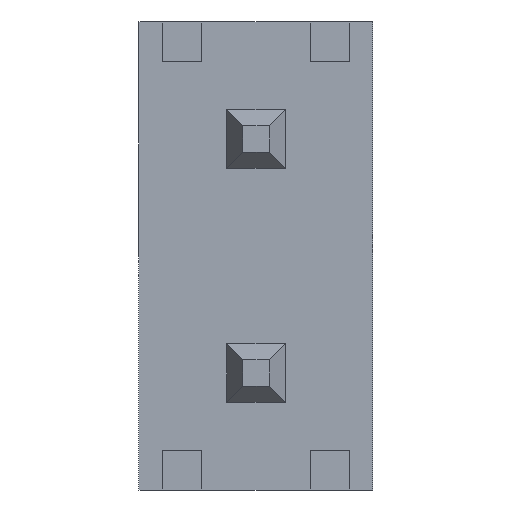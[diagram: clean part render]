
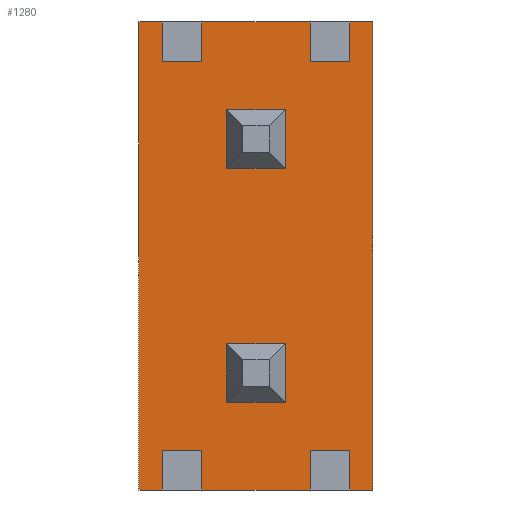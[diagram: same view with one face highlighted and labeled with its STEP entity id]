
A CAD part, front view. The second image highlights one B-rep face of the part: STEP entity #1280.
In plain terms, the highlighted planar face has unit normal (0, -1, 0).
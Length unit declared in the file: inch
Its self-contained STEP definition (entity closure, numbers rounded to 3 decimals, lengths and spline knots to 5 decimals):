
#155=ORIENTED_EDGE('',*,*,#403,.F.);
#156=ORIENTED_EDGE('',*,*,#463,.F.);
#157=ORIENTED_EDGE('',*,*,#414,.T.);
#158=ORIENTED_EDGE('',*,*,#428,.T.);
#159=ORIENTED_EDGE('',*,*,#421,.F.);
#160=ORIENTED_EDGE('',*,*,#464,.F.);
#161=ORIENTED_EDGE('',*,*,#408,.T.);
#162=ORIENTED_EDGE('',*,*,#427,.T.);
#163=ORIENTED_EDGE('',*,*,#461,.T.);
#164=ORIENTED_EDGE('',*,*,#430,.T.);
#165=ORIENTED_EDGE('',*,*,#406,.T.);
#166=ORIENTED_EDGE('',*,*,#465,.T.);
#167=ORIENTED_EDGE('',*,*,#417,.F.);
#168=ORIENTED_EDGE('',*,*,#429,.T.);
#169=ORIENTED_EDGE('',*,*,#412,.T.);
#170=ORIENTED_EDGE('',*,*,#466,.T.);
#171=ORIENTED_EDGE('',*,*,#399,.F.);
#172=ORIENTED_EDGE('',*,*,#434,.T.);
#173=ORIENTED_EDGE('',*,*,#459,.T.);
#174=ORIENTED_EDGE('',*,*,#423,.T.);
#175=ORIENTED_EDGE('',*,*,#455,.F.);
#176=ORIENTED_EDGE('',*,*,#442,.F.);
#177=ORIENTED_EDGE('',*,*,#439,.F.);
#178=ORIENTED_EDGE('',*,*,#436,.F.);
#179=ORIENTED_EDGE('',*,*,#457,.F.);
#180=ORIENTED_EDGE('',*,*,#452,.F.);
#181=ORIENTED_EDGE('',*,*,#449,.F.);
#182=ORIENTED_EDGE('',*,*,#446,.F.);
#399=EDGE_CURVE('',#575,#576,#687,.T.);
#403=EDGE_CURVE('',#577,#578,#691,.T.);
#406=EDGE_CURVE('',#580,#579,#694,.T.);
#408=EDGE_CURVE('',#581,#582,#696,.T.);
#412=EDGE_CURVE('',#584,#583,#700,.T.);
#414=EDGE_CURVE('',#585,#586,#702,.T.);
#417=EDGE_CURVE('',#587,#588,#705,.T.);
#421=EDGE_CURVE('',#589,#590,#709,.T.);
#423=EDGE_CURVE('',#591,#578,#711,.T.);
#427=EDGE_CURVE('',#582,#594,#715,.T.);
#428=EDGE_CURVE('',#586,#590,#716,.T.);
#429=EDGE_CURVE('',#587,#584,#717,.T.);
#430=EDGE_CURVE('',#595,#580,#718,.T.);
#434=EDGE_CURVE('',#575,#598,#722,.T.);
#436=EDGE_CURVE('',#600,#601,#724,.T.);
#439=EDGE_CURVE('',#601,#603,#727,.T.);
#442=EDGE_CURVE('',#603,#605,#730,.T.);
#446=EDGE_CURVE('',#608,#609,#734,.T.);
#449=EDGE_CURVE('',#609,#611,#737,.T.);
#452=EDGE_CURVE('',#611,#613,#740,.T.);
#455=EDGE_CURVE('',#605,#600,#743,.T.);
#457=EDGE_CURVE('',#613,#608,#745,.T.);
#459=EDGE_CURVE('',#598,#591,#747,.T.);
#461=EDGE_CURVE('',#594,#595,#749,.T.);
#463=EDGE_CURVE('',#585,#577,#751,.T.);
#464=EDGE_CURVE('',#581,#589,#752,.T.);
#465=EDGE_CURVE('',#579,#588,#753,.T.);
#466=EDGE_CURVE('',#583,#576,#754,.T.);
#575=VERTEX_POINT('',#1792);
#576=VERTEX_POINT('',#1793);
#577=VERTEX_POINT('',#1798);
#578=VERTEX_POINT('',#1800);
#579=VERTEX_POINT('',#1804);
#580=VERTEX_POINT('',#1806);
#581=VERTEX_POINT('',#1810);
#582=VERTEX_POINT('',#1811);
#583=VERTEX_POINT('',#1816);
#584=VERTEX_POINT('',#1818);
#585=VERTEX_POINT('',#1822);
#586=VERTEX_POINT('',#1823);
#587=VERTEX_POINT('',#1828);
#588=VERTEX_POINT('',#1829);
#589=VERTEX_POINT('',#1834);
#590=VERTEX_POINT('',#1836);
#591=VERTEX_POINT('',#1840);
#594=VERTEX_POINT('',#1846);
#595=VERTEX_POINT('',#1852);
#598=VERTEX_POINT('',#1858);
#600=VERTEX_POINT('',#1863);
#601=VERTEX_POINT('',#1865);
#603=VERTEX_POINT('',#1871);
#605=VERTEX_POINT('',#1877);
#608=VERTEX_POINT('',#1884);
#609=VERTEX_POINT('',#1886);
#611=VERTEX_POINT('',#1892);
#613=VERTEX_POINT('',#1898);
#687=LINE('',#1791,#863);
#691=LINE('',#1799,#867);
#694=LINE('',#1805,#870);
#696=LINE('',#1809,#872);
#700=LINE('',#1817,#876);
#702=LINE('',#1821,#878);
#705=LINE('',#1827,#881);
#709=LINE('',#1835,#885);
#711=LINE('',#1839,#887);
#715=LINE('',#1847,#891);
#716=LINE('',#1848,#892);
#717=LINE('',#1850,#893);
#718=LINE('',#1851,#894);
#722=LINE('',#1859,#898);
#724=LINE('',#1864,#900);
#727=LINE('',#1870,#903);
#730=LINE('',#1876,#906);
#734=LINE('',#1885,#910);
#737=LINE('',#1891,#913);
#740=LINE('',#1897,#916);
#743=LINE('',#1903,#919);
#745=LINE('',#1906,#921);
#747=LINE('',#1909,#923);
#749=LINE('',#1912,#925);
#751=LINE('',#1916,#927);
#752=LINE('',#1917,#928);
#753=LINE('',#1918,#929);
#754=LINE('',#1919,#930);
#863=VECTOR('',#1455,39.37008);
#867=VECTOR('',#1461,39.37008);
#870=VECTOR('',#1466,39.37008);
#872=VECTOR('',#1470,39.37008);
#876=VECTOR('',#1476,39.37008);
#878=VECTOR('',#1480,39.37008);
#881=VECTOR('',#1485,39.37008);
#885=VECTOR('',#1491,39.37008);
#887=VECTOR('',#1495,39.37008);
#891=VECTOR('',#1499,39.37008);
#892=VECTOR('',#1500,39.37008);
#893=VECTOR('',#1503,39.37008);
#894=VECTOR('',#1504,39.37008);
#898=VECTOR('',#1508,39.37008);
#900=VECTOR('',#1512,39.37008);
#903=VECTOR('',#1517,39.37008);
#906=VECTOR('',#1522,39.37008);
#910=VECTOR('',#1528,39.37008);
#913=VECTOR('',#1533,39.37008);
#916=VECTOR('',#1538,39.37008);
#919=VECTOR('',#1543,39.37008);
#921=VECTOR('',#1547,39.37008);
#923=VECTOR('',#1551,39.37008);
#925=VECTOR('',#1555,39.37008);
#927=VECTOR('',#1561,39.37008);
#928=VECTOR('',#1562,39.37008);
#929=VECTOR('',#1563,39.37008);
#930=VECTOR('',#1564,39.37008);
#1050=EDGE_LOOP('',(#155,#156,#157,#158,#159,#160,#161,#162,#163,#164,#165,
#166,#167,#168,#169,#170,#171,#172,#173,#174));
#1051=EDGE_LOOP('',(#175,#176,#177,#178));
#1052=EDGE_LOOP('',(#179,#180,#181,#182));
#1130=FACE_BOUND('',#1050,.T.);
#1131=FACE_BOUND('',#1051,.T.);
#1132=FACE_BOUND('',#1052,.T.);
#1208=PLANE('',#1378);
#1280=ADVANCED_FACE('',(#1130,#1131,#1132),#1208,.T.);
#1378=AXIS2_PLACEMENT_3D('',#1915,#1559,#1560);
#1455=DIRECTION('',(0.,0.,-1.));
#1461=DIRECTION('',(0.,0.,-1.));
#1466=DIRECTION('',(0.,0.,-1.));
#1470=DIRECTION('',(0.,0.,-1.));
#1476=DIRECTION('',(0.,0.,-1.));
#1480=DIRECTION('',(0.,0.,-1.));
#1485=DIRECTION('',(0.,0.,-1.));
#1491=DIRECTION('',(0.,0.,-1.));
#1495=DIRECTION('',(1.,0.,0.));
#1499=DIRECTION('',(1.,0.,0.));
#1500=DIRECTION('',(1.,0.,0.));
#1503=DIRECTION('',(-1.,0.,0.));
#1504=DIRECTION('',(-1.,0.,0.));
#1508=DIRECTION('',(-1.,0.,0.));
#1512=DIRECTION('',(1.,0.,0.));
#1517=DIRECTION('',(0.,0.,1.));
#1522=DIRECTION('',(-1.,0.,0.));
#1528=DIRECTION('',(1.,0.,0.));
#1533=DIRECTION('',(0.,0.,1.));
#1538=DIRECTION('',(-1.,0.,0.));
#1543=DIRECTION('',(0.,0.,-1.));
#1547=DIRECTION('',(0.,0.,-1.));
#1551=DIRECTION('',(0.,0.,-1.));
#1555=DIRECTION('',(0.,0.,1.));
#1559=DIRECTION('',(0.,-1.,0.));
#1560=DIRECTION('',(1.,0.,0.));
#1561=DIRECTION('',(-1.,0.,0.));
#1562=DIRECTION('',(-1.,0.,0.));
#1563=DIRECTION('',(-1.,0.,0.));
#1564=DIRECTION('',(-1.,0.,0.));
#1791=CARTESIAN_POINT('',(-0.04012,0.02,0.2));
#1792=CARTESIAN_POINT('',(-0.04012,0.02,0.1));
#1793=CARTESIAN_POINT('',(-0.04012,0.02,0.083));
#1798=CARTESIAN_POINT('',(-0.04012,0.02,-0.083));
#1799=CARTESIAN_POINT('',(-0.04012,0.02,0.2));
#1800=CARTESIAN_POINT('',(-0.04012,0.02,-0.1));
#1804=CARTESIAN_POINT('',(0.04012,0.02,0.083));
#1805=CARTESIAN_POINT('',(0.04012,0.02,0.2));
#1806=CARTESIAN_POINT('',(0.04012,0.02,0.1));
#1809=CARTESIAN_POINT('',(0.04012,0.02,0.2));
#1810=CARTESIAN_POINT('',(0.04012,0.02,-0.083));
#1811=CARTESIAN_POINT('',(0.04012,0.02,-0.1));
#1816=CARTESIAN_POINT('',(-0.02312,0.02,0.083));
#1817=CARTESIAN_POINT('',(-0.02312,0.02,0.2));
#1818=CARTESIAN_POINT('',(-0.02312,0.02,0.1));
#1821=CARTESIAN_POINT('',(-0.02312,0.02,0.2));
#1822=CARTESIAN_POINT('',(-0.02312,0.02,-0.083));
#1823=CARTESIAN_POINT('',(-0.02312,0.02,-0.1));
#1827=CARTESIAN_POINT('',(0.02312,0.02,0.2));
#1828=CARTESIAN_POINT('',(0.02312,0.02,0.1));
#1829=CARTESIAN_POINT('',(0.02312,0.02,0.083));
#1834=CARTESIAN_POINT('',(0.02312,0.02,-0.083));
#1835=CARTESIAN_POINT('',(0.02312,0.02,0.2));
#1836=CARTESIAN_POINT('',(0.02312,0.02,-0.1));
#1839=CARTESIAN_POINT('',(0.05,0.02,-0.1));
#1840=CARTESIAN_POINT('',(-0.05,0.02,-0.1));
#1846=CARTESIAN_POINT('',(0.05,0.02,-0.1));
#1847=CARTESIAN_POINT('',(0.05,0.02,-0.1));
#1848=CARTESIAN_POINT('',(0.05,0.02,-0.1));
#1850=CARTESIAN_POINT('',(-0.05,0.02,0.1));
#1851=CARTESIAN_POINT('',(-0.05,0.02,0.1));
#1852=CARTESIAN_POINT('',(0.05,0.02,0.1));
#1858=CARTESIAN_POINT('',(-0.05,0.02,0.1));
#1859=CARTESIAN_POINT('',(-0.05,0.02,0.1));
#1863=CARTESIAN_POINT('',(-0.0125,0.02,0.0375));
#1864=CARTESIAN_POINT('',(0.0125,0.02,0.0375));
#1865=CARTESIAN_POINT('',(0.0125,0.02,0.0375));
#1870=CARTESIAN_POINT('',(0.0125,0.02,0.0625));
#1871=CARTESIAN_POINT('',(0.0125,0.02,0.0625));
#1876=CARTESIAN_POINT('',(-0.0125,0.02,0.0625));
#1877=CARTESIAN_POINT('',(-0.0125,0.02,0.0625));
#1884=CARTESIAN_POINT('',(-0.0125,0.02,-0.0625));
#1885=CARTESIAN_POINT('',(0.0125,0.02,-0.0625));
#1886=CARTESIAN_POINT('',(0.0125,0.02,-0.0625));
#1891=CARTESIAN_POINT('',(0.0125,0.02,-0.0375));
#1892=CARTESIAN_POINT('',(0.0125,0.02,-0.0375));
#1897=CARTESIAN_POINT('',(-0.0125,0.02,-0.0375));
#1898=CARTESIAN_POINT('',(-0.0125,0.02,-0.0375));
#1903=CARTESIAN_POINT('',(-0.0125,0.02,0.0375));
#1906=CARTESIAN_POINT('',(-0.0125,0.02,-0.0625));
#1909=CARTESIAN_POINT('',(-0.05,0.02,-0.1));
#1912=CARTESIAN_POINT('',(0.05,0.02,0.1));
#1915=CARTESIAN_POINT('',(-0.04012,0.02,0.2));
#1916=CARTESIAN_POINT('',(0.1,0.02,-0.083));
#1917=CARTESIAN_POINT('',(0.1,0.02,-0.083));
#1918=CARTESIAN_POINT('',(0.1,0.02,0.083));
#1919=CARTESIAN_POINT('',(0.1,0.02,0.083));
